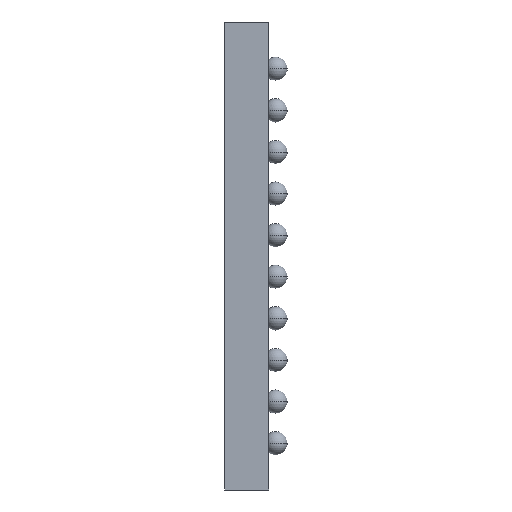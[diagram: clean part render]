
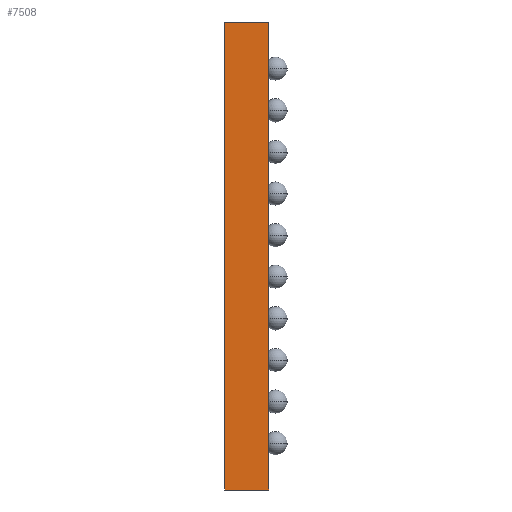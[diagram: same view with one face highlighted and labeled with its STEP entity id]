
A CAD part, left-side view. The second image highlights one B-rep face of the part: STEP entity #7508.
In plain terms, the highlighted planar face has unit normal (-1, 0, 0).
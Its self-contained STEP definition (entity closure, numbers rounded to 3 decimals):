
#45 = ORIENTED_EDGE ( 'NONE', *, *, #134, .T. ) ;
#134 = EDGE_CURVE ( 'NONE', #8678, #1753, #6452, .T. ) ;
#344 = VERTEX_POINT ( 'NONE', #8894 ) ;
#404 = DIRECTION ( 'NONE',  ( 0., 0., 1. ) ) ;
#1062 = CARTESIAN_POINT ( 'NONE',  ( -4.5, 1.2, -4.5 ) ) ;
#1085 = DIRECTION ( 'NONE',  ( 0., 0., -1. ) ) ;
#1464 = AXIS2_PLACEMENT_3D ( 'NONE', #2509, #4490, #1085 ) ;
#1753 = VERTEX_POINT ( 'NONE', #4113 ) ;
#2340 = CARTESIAN_POINT ( 'NONE',  ( -4.5, 1.2, -4.5 ) ) ;
#2509 = CARTESIAN_POINT ( 'NONE',  ( -4.5, 1.2, 4.5 ) ) ;
#3007 = VECTOR ( 'NONE', #4423, 1000. ) ;
#3021 = LINE ( 'NONE', #4483, #8092 ) ;
#3318 = EDGE_CURVE ( 'NONE', #8678, #4104, #3021, .T. ) ;
#4009 = EDGE_CURVE ( 'NONE', #4104, #344, #6313, .T. ) ;
#4037 = CARTESIAN_POINT ( 'NONE',  ( -4.5, 1.2, 4.5 ) ) ;
#4104 = VERTEX_POINT ( 'NONE', #5503 ) ;
#4113 = CARTESIAN_POINT ( 'NONE',  ( -4.5, 0.35, -4.5 ) ) ;
#4307 = ORIENTED_EDGE ( 'NONE', *, *, #5620, .T. ) ;
#4423 = DIRECTION ( 'NONE',  ( 0., -1., 0. ) ) ;
#4483 = CARTESIAN_POINT ( 'NONE',  ( -4.5, 1.2, 4.5 ) ) ;
#4490 = DIRECTION ( 'NONE',  ( 1., 0., 0. ) ) ;
#4572 = VECTOR ( 'NONE', #6369, 1000. ) ;
#4586 = DIRECTION ( 'NONE',  ( 0., -1., 0. ) ) ;
#5503 = CARTESIAN_POINT ( 'NONE',  ( -4.5, 1.2, 4.5 ) ) ;
#5620 = EDGE_CURVE ( 'NONE', #1753, #344, #6401, .T. ) ;
#6163 = ORIENTED_EDGE ( 'NONE', *, *, #4009, .F. ) ;
#6205 = ORIENTED_EDGE ( 'NONE', *, *, #3318, .F. ) ;
#6313 = LINE ( 'NONE', #4037, #8168 ) ;
#6369 = DIRECTION ( 'NONE',  ( 0., 0., 1. ) ) ;
#6401 = LINE ( 'NONE', #7029, #4572 ) ;
#6452 = LINE ( 'NONE', #2340, #3007 ) ;
#6505 = FACE_OUTER_BOUND ( 'NONE', #6990, .T. ) ;
#6990 = EDGE_LOOP ( 'NONE', ( #4307, #6163, #6205, #45 ) ) ;
#7029 = CARTESIAN_POINT ( 'NONE',  ( -4.5, 0.35, 4.5 ) ) ;
#7508 = ADVANCED_FACE ( 'NONE', ( #6505 ), #7992, .F. ) ;
#7992 = PLANE ( 'NONE',  #1464 ) ;
#8092 = VECTOR ( 'NONE', #404, 1000. ) ;
#8168 = VECTOR ( 'NONE', #4586, 1000. ) ;
#8678 = VERTEX_POINT ( 'NONE', #1062 ) ;
#8894 = CARTESIAN_POINT ( 'NONE',  ( -4.5, 0.35, 4.5 ) ) ;
